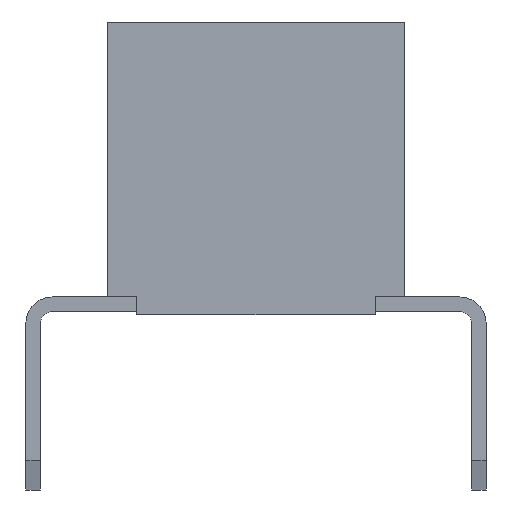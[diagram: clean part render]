
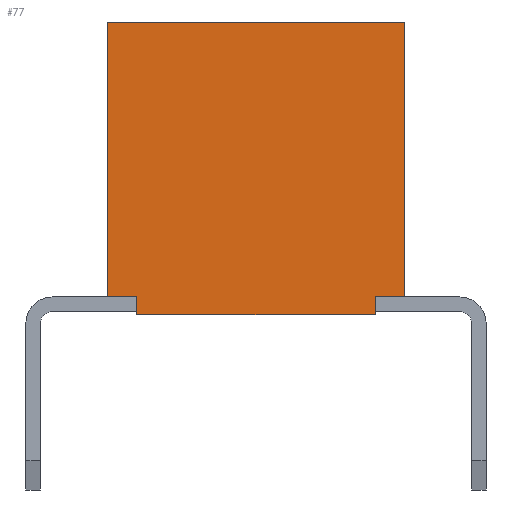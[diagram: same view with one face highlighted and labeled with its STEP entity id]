
A CAD part, left-side view. The second image highlights one B-rep face of the part: STEP entity #77.
In plain terms, the highlighted planar face has unit normal (-1, 0, 0).
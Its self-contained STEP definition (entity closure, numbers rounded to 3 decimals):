
#77=ADVANCED_FACE('',(#248),#168,.T.);
#168=PLANE('',#1812);
#248=FACE_OUTER_BOUND('',#344,.T.);
#344=EDGE_LOOP('',(#514,#515,#516,#517,#518,#519,#520,#521));
#514=ORIENTED_EDGE('',*,*,#1171,.T.);
#515=ORIENTED_EDGE('',*,*,#1169,.T.);
#516=ORIENTED_EDGE('',*,*,#1174,.F.);
#517=ORIENTED_EDGE('',*,*,#1141,.T.);
#518=ORIENTED_EDGE('',*,*,#1175,.T.);
#519=ORIENTED_EDGE('',*,*,#1176,.T.);
#520=ORIENTED_EDGE('',*,*,#1177,.F.);
#521=ORIENTED_EDGE('',*,*,#1137,.T.);
#977=VERTEX_POINT('',#2467);
#978=VERTEX_POINT('',#2469);
#981=VERTEX_POINT('',#2475);
#982=VERTEX_POINT('',#2477);
#1007=VERTEX_POINT('',#2528);
#1009=VERTEX_POINT('',#2532);
#1010=VERTEX_POINT('',#2542);
#1011=VERTEX_POINT('',#2544);
#1137=EDGE_CURVE('',#978,#977,#1389,.T.);
#1141=EDGE_CURVE('',#982,#981,#1393,.T.);
#1169=EDGE_CURVE('',#1007,#1009,#1421,.T.);
#1171=EDGE_CURVE('',#977,#1007,#1423,.T.);
#1174=EDGE_CURVE('',#982,#1009,#1426,.T.);
#1175=EDGE_CURVE('',#981,#1010,#1427,.T.);
#1176=EDGE_CURVE('',#1010,#1011,#1428,.T.);
#1177=EDGE_CURVE('',#978,#1011,#1429,.T.);
#1389=LINE('',#2468,#1619);
#1393=LINE('',#2476,#1623);
#1421=LINE('',#2533,#1651);
#1423=LINE('',#2536,#1653);
#1426=LINE('',#2540,#1656);
#1427=LINE('',#2541,#1657);
#1428=LINE('',#2543,#1658);
#1429=LINE('',#2545,#1659);
#1619=VECTOR('',#1969,1.);
#1623=VECTOR('',#1973,1.);
#1651=VECTOR('',#2003,1.);
#1653=VECTOR('',#2007,1.);
#1656=VECTOR('',#2012,1.);
#1657=VECTOR('',#2013,1.);
#1658=VECTOR('',#2014,1.);
#1659=VECTOR('',#2015,1.);
#1812=AXIS2_PLACEMENT_3D('',#2546,#2016,#2017);
#1969=DIRECTION('',(0.,-1.,0.));
#1973=DIRECTION('',(0.,-1.,0.));
#2003=DIRECTION('',(0.,1.,0.));
#2007=DIRECTION('',(0.,0.,1.));
#2012=DIRECTION('',(0.,0.,1.));
#2013=DIRECTION('',(0.,0.,-1.));
#2014=DIRECTION('',(0.,-1.,0.));
#2015=DIRECTION('',(0.,0.,-1.));
#2016=DIRECTION('',(-1.,0.,0.));
#2017=DIRECTION('',(0.,0.,1.));
#2467=CARTESIAN_POINT('',(0.,0.,0.));
#2468=CARTESIAN_POINT('',(0.,2.54,0.));
#2469=CARTESIAN_POINT('',(0.,0.5,0.));
#2475=CARTESIAN_POINT('',(0.,4.58,0.));
#2476=CARTESIAN_POINT('',(0.,2.54,0.));
#2477=CARTESIAN_POINT('',(0.,5.08,0.));
#2528=CARTESIAN_POINT('',(0.,0.,4.7));
#2532=CARTESIAN_POINT('',(0.,5.08,4.7));
#2533=CARTESIAN_POINT('',(0.,2.54,4.7));
#2536=CARTESIAN_POINT('',(0.,0.,0.));
#2540=CARTESIAN_POINT('',(0.,5.08,0.));
#2541=CARTESIAN_POINT('',(0.,4.58,-0.3));
#2542=CARTESIAN_POINT('',(0.,4.58,-0.3));
#2543=CARTESIAN_POINT('',(0.,4.58,-0.3));
#2544=CARTESIAN_POINT('',(0.,0.5,-0.3));
#2545=CARTESIAN_POINT('',(0.,0.5,-0.3));
#2546=CARTESIAN_POINT('',(0.,2.54,0.));
